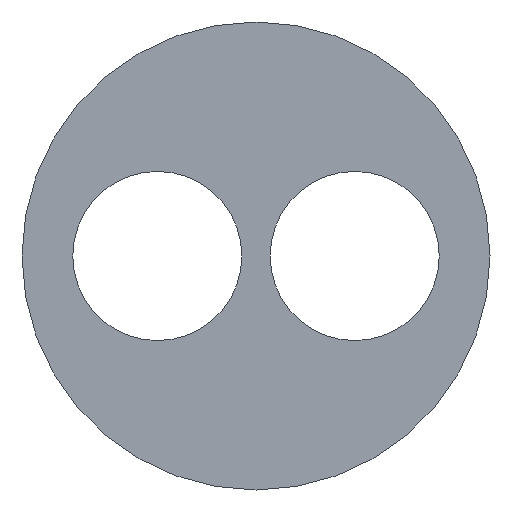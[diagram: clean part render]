
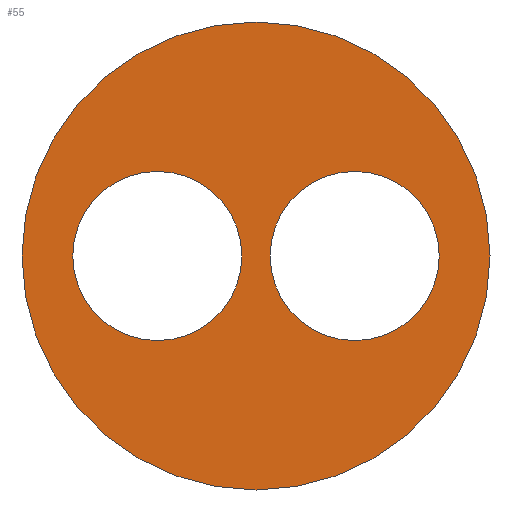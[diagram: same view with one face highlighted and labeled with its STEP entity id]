
A CAD part, left-side view. The second image highlights one B-rep face of the part: STEP entity #55.
In plain terms, the highlighted planar face has unit normal (-1, 0, 0).
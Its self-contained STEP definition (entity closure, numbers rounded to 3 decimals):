
#55 = ADVANCED_FACE( '', ( #134, #135, #136 ), #137, .F. );
#134 = FACE_BOUND( '', #243, .T. );
#135 = FACE_BOUND( '', #244, .T. );
#136 = FACE_OUTER_BOUND( '', #245, .T. );
#137 = PLANE( '', #246 );
#243 = EDGE_LOOP( '', ( #346 ) );
#244 = EDGE_LOOP( '', ( #347 ) );
#245 = EDGE_LOOP( '', ( #348 ) );
#246 = AXIS2_PLACEMENT_3D( '', #349, #350, #351 );
#346 = ORIENTED_EDGE( '', *, *, #626, .T. );
#347 = ORIENTED_EDGE( '', *, *, #627, .T. );
#348 = ORIENTED_EDGE( '', *, *, #628, .F. );
#349 = CARTESIAN_POINT( '', ( 0., 0., 0. ) );
#350 = DIRECTION( '', ( 1., 0., 0. ) );
#351 = DIRECTION( '', ( 0., 0., -1. ) );
#626 = EDGE_CURVE( '', #735, #735, #736, .T. );
#627 = EDGE_CURVE( '', #737, #737, #738, .T. );
#628 = EDGE_CURVE( '', #739, #739, #740, .T. );
#735 = VERTEX_POINT( '', #898 );
#736 = CIRCLE( '', #899, 3. );
#737 = VERTEX_POINT( '', #900 );
#738 = CIRCLE( '', #901, 3. );
#739 = VERTEX_POINT( '', #902 );
#740 = CIRCLE( '', #903, 8.3 );
#898 = CARTESIAN_POINT( '', ( 0., -3.5, -3. ) );
#899 = AXIS2_PLACEMENT_3D( '', #1112, #1113, #1114 );
#900 = CARTESIAN_POINT( '', ( 0., 3.5, -3. ) );
#901 = AXIS2_PLACEMENT_3D( '', #1115, #1116, #1117 );
#902 = CARTESIAN_POINT( '', ( 0., 0., -8.3 ) );
#903 = AXIS2_PLACEMENT_3D( '', #1118, #1119, #1120 );
#1112 = CARTESIAN_POINT( '', ( 0., -3.5, 0. ) );
#1113 = DIRECTION( '', ( 1., 0., 0. ) );
#1114 = DIRECTION( '', ( 0., 0., -1. ) );
#1115 = CARTESIAN_POINT( '', ( 0., 3.5, 0. ) );
#1116 = DIRECTION( '', ( 1., 0., 0. ) );
#1117 = DIRECTION( '', ( 0., 0., -1. ) );
#1118 = CARTESIAN_POINT( '', ( 0., 0., 0. ) );
#1119 = DIRECTION( '', ( 1., 0., 0. ) );
#1120 = DIRECTION( '', ( 0., 0., -1. ) );
